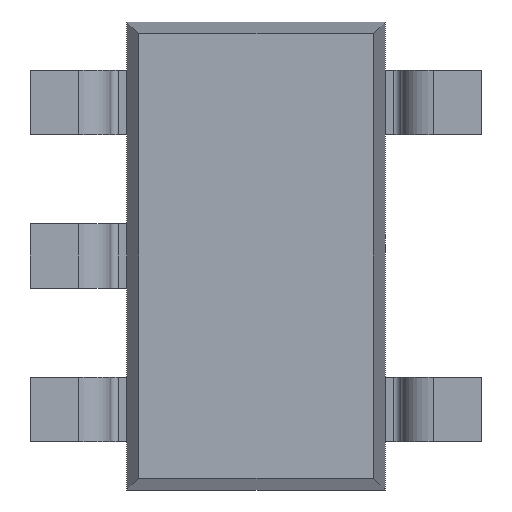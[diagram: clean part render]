
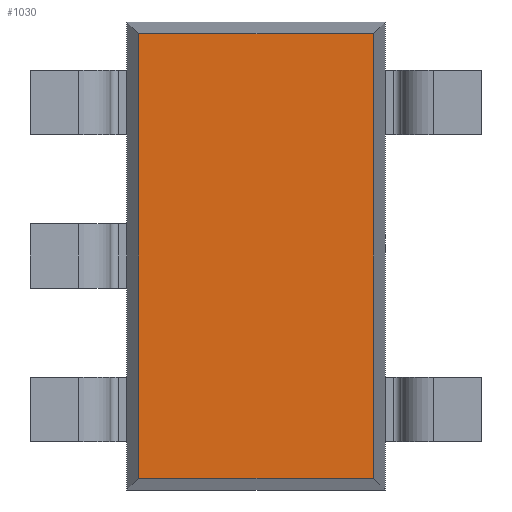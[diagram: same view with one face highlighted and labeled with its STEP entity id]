
A CAD part, front view. The second image highlights one B-rep face of the part: STEP entity #1030.
In plain terms, the highlighted planar face has unit normal (0, -1, 0).
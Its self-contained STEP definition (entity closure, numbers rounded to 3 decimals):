
#51 = ORIENTED_EDGE ( 'NONE', *, *, #667, .T. ) ;
#72 = VECTOR ( 'NONE', #997, 1000. ) ;
#128 = DIRECTION ( 'NONE',  ( -1., 0., 0. ) ) ;
#171 = VERTEX_POINT ( 'NONE', #405 ) ;
#332 = PLANE ( 'NONE',  #2448 ) ;
#361 = DIRECTION ( 'NONE',  ( 0., 0., -1. ) ) ;
#405 = CARTESIAN_POINT ( 'NONE',  ( 0.726, 0.1, -1.376 ) ) ;
#510 = LINE ( 'NONE', #2106, #2034 ) ;
#615 = CARTESIAN_POINT ( 'NONE',  ( 0.726, 0.1, -1.45 ) ) ;
#621 = CARTESIAN_POINT ( 'NONE',  ( -0.726, 0.1, -1.376 ) ) ;
#667 = EDGE_CURVE ( 'NONE', #859, #1776, #510, .T. ) ;
#721 = VERTEX_POINT ( 'NONE', #621 ) ;
#782 = EDGE_LOOP ( 'NONE', ( #949, #1152, #51, #2447 ) ) ;
#859 = VERTEX_POINT ( 'NONE', #864 ) ;
#864 = CARTESIAN_POINT ( 'NONE',  ( 0.726, 0.1, 1.376 ) ) ;
#875 = EDGE_CURVE ( 'NONE', #721, #171, #1869, .T. ) ;
#949 = ORIENTED_EDGE ( 'NONE', *, *, #875, .T. ) ;
#980 = LINE ( 'NONE', #615, #72 ) ;
#997 = DIRECTION ( 'NONE',  ( 0., 0., 1. ) ) ;
#1024 = VECTOR ( 'NONE', #361, 1000. ) ;
#1030 = ADVANCED_FACE ( 'NONE', ( #1496 ), #332, .T. ) ;
#1116 = EDGE_CURVE ( 'NONE', #171, #859, #980, .T. ) ;
#1152 = ORIENTED_EDGE ( 'NONE', *, *, #1116, .T. ) ;
#1257 = CARTESIAN_POINT ( 'NONE',  ( -0.8, 0.1, -1.376 ) ) ;
#1295 = EDGE_CURVE ( 'NONE', #1776, #721, #1974, .T. ) ;
#1496 = FACE_OUTER_BOUND ( 'NONE', #782, .T. ) ;
#1524 = VECTOR ( 'NONE', #2473, 1000. ) ;
#1736 = CARTESIAN_POINT ( 'NONE',  ( 0., 0.1, 0. ) ) ;
#1776 = VERTEX_POINT ( 'NONE', #2118 ) ;
#1869 = LINE ( 'NONE', #1257, #1524 ) ;
#1974 = LINE ( 'NONE', #2539, #1024 ) ;
#2034 = VECTOR ( 'NONE', #128, 1000. ) ;
#2106 = CARTESIAN_POINT ( 'NONE',  ( 0.8, 0.1, 1.376 ) ) ;
#2118 = CARTESIAN_POINT ( 'NONE',  ( -0.726, 0.1, 1.376 ) ) ;
#2125 = DIRECTION ( 'NONE',  ( 0., 0., -1. ) ) ;
#2447 = ORIENTED_EDGE ( 'NONE', *, *, #1295, .T. ) ;
#2448 = AXIS2_PLACEMENT_3D ( 'NONE', #1736, #2498, #2125 ) ;
#2473 = DIRECTION ( 'NONE',  ( 1., 0., 0. ) ) ;
#2498 = DIRECTION ( 'NONE',  ( 0., -1., 0. ) ) ;
#2539 = CARTESIAN_POINT ( 'NONE',  ( -0.726, 0.1, 1.45 ) ) ;
